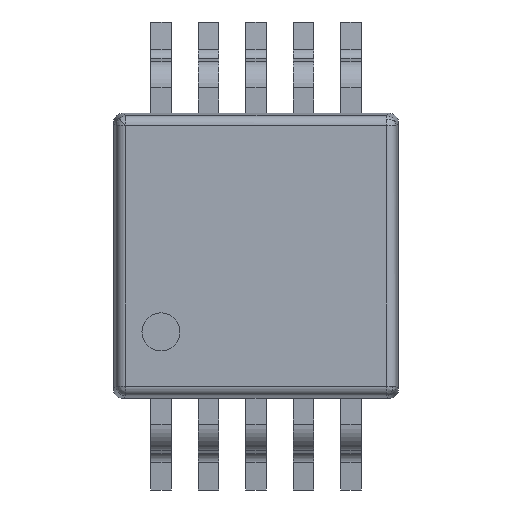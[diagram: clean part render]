
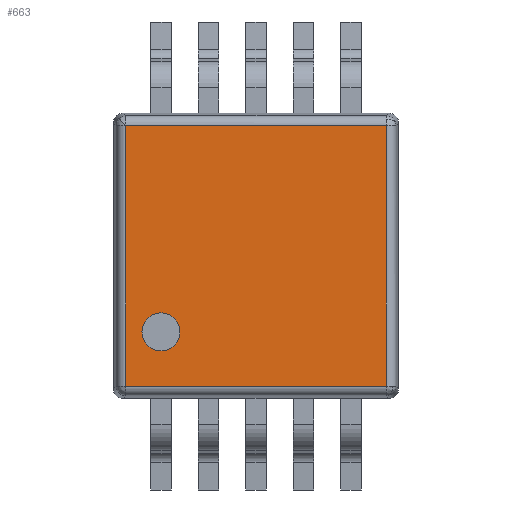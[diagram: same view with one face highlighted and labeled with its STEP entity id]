
A CAD part, top view. The second image highlights one B-rep face of the part: STEP entity #663.
In plain terms, the highlighted planar face has unit normal (0, 0, 1).
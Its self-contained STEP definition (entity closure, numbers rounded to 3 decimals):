
#89 = VERTEX_POINT ( 'NONE', #3753 ) ;
#313 = EDGE_LOOP ( 'NONE', ( #7563, #8671 ) ) ;
#369 = DIRECTION ( 'NONE',  ( 0., 0., 1. ) ) ;
#589 = AXIS2_PLACEMENT_3D ( 'NONE', #4552, #8210, #9055 ) ;
#663 = ADVANCED_FACE ( 'NONE', ( #4929, #8044 ), #6274, .T. ) ;
#682 = VERTEX_POINT ( 'NONE', #1094 ) ;
#838 = EDGE_CURVE ( 'NONE', #6241, #89, #7923, .T. ) ;
#1016 = EDGE_CURVE ( 'NONE', #1290, #2669, #6987, .T. ) ;
#1094 = CARTESIAN_POINT ( 'NONE',  ( -1.372, 1.372, 1.1 ) ) ;
#1250 = CARTESIAN_POINT ( 'NONE',  ( 1.372, 1.372, 1.1 ) ) ;
#1290 = VERTEX_POINT ( 'NONE', #8970 ) ;
#1456 = VECTOR ( 'NONE', #9602, 1000. ) ;
#1866 = CARTESIAN_POINT ( 'NONE',  ( -0.8, -0.8, 1.1 ) ) ;
#1876 = LINE ( 'NONE', #5118, #4945 ) ;
#2064 = CARTESIAN_POINT ( 'NONE',  ( -1.372, -1.372, 1.1 ) ) ;
#2259 = AXIS2_PLACEMENT_3D ( 'NONE', #4270, #9461, #5016 ) ;
#2342 = EDGE_CURVE ( 'NONE', #89, #2804, #5443, .T. ) ;
#2481 = ORIENTED_EDGE ( 'NONE', *, *, #5645, .F. ) ;
#2600 = AXIS2_PLACEMENT_3D ( 'NONE', #4845, #369, #2674 ) ;
#2669 = VERTEX_POINT ( 'NONE', #1866 ) ;
#2674 = DIRECTION ( 'NONE',  ( 0., -1., 0. ) ) ;
#2804 = VERTEX_POINT ( 'NONE', #2064 ) ;
#2968 = ORIENTED_EDGE ( 'NONE', *, *, #838, .F. ) ;
#3753 = CARTESIAN_POINT ( 'NONE',  ( 1.372, -1.372, 1.1 ) ) ;
#4270 = CARTESIAN_POINT ( 'NONE',  ( -1., -0.8, 1.1 ) ) ;
#4552 = CARTESIAN_POINT ( 'NONE',  ( -1., -0.8, 1.1 ) ) ;
#4845 = CARTESIAN_POINT ( 'NONE',  ( 0., 0., 1.1 ) ) ;
#4877 = ORIENTED_EDGE ( 'NONE', *, *, #2342, .F. ) ;
#4929 = FACE_OUTER_BOUND ( 'NONE', #5430, .T. ) ;
#4945 = VECTOR ( 'NONE', #5178, 1000. ) ;
#5016 = DIRECTION ( 'NONE',  ( 1., 0., 0. ) ) ;
#5062 = LINE ( 'NONE', #7746, #8996 ) ;
#5118 = CARTESIAN_POINT ( 'NONE',  ( -1.372, 1.472, 1.1 ) ) ;
#5178 = DIRECTION ( 'NONE',  ( 0., 1., 0. ) ) ;
#5430 = EDGE_LOOP ( 'NONE', ( #7653, #4877, #2968, #2481 ) ) ;
#5443 = LINE ( 'NONE', #8168, #1456 ) ;
#5645 = EDGE_CURVE ( 'NONE', #682, #6241, #5062, .T. ) ;
#6241 = VERTEX_POINT ( 'NONE', #1250 ) ;
#6274 = PLANE ( 'NONE',  #2600 ) ;
#6374 = CARTESIAN_POINT ( 'NONE',  ( 1.372, -1.372, 1.1 ) ) ;
#6408 = DIRECTION ( 'NONE',  ( 0., -1., 0. ) ) ;
#6987 = CIRCLE ( 'NONE', #589, 0.2 ) ;
#7123 = CIRCLE ( 'NONE', #2259, 0.2 ) ;
#7138 = DIRECTION ( 'NONE',  ( 1., 0., 0. ) ) ;
#7563 = ORIENTED_EDGE ( 'NONE', *, *, #9450, .T. ) ;
#7653 = ORIENTED_EDGE ( 'NONE', *, *, #8381, .F. ) ;
#7746 = CARTESIAN_POINT ( 'NONE',  ( 1.372, 1.372, 1.1 ) ) ;
#7923 = LINE ( 'NONE', #6374, #8962 ) ;
#8044 = FACE_BOUND ( 'NONE', #313, .T. ) ;
#8168 = CARTESIAN_POINT ( 'NONE',  ( -1.472, -1.372, 1.1 ) ) ;
#8210 = DIRECTION ( 'NONE',  ( 0., 0., -1. ) ) ;
#8381 = EDGE_CURVE ( 'NONE', #2804, #682, #1876, .T. ) ;
#8671 = ORIENTED_EDGE ( 'NONE', *, *, #1016, .T. ) ;
#8962 = VECTOR ( 'NONE', #6408, 1000. ) ;
#8970 = CARTESIAN_POINT ( 'NONE',  ( -1.2, -0.8, 1.1 ) ) ;
#8996 = VECTOR ( 'NONE', #7138, 1000. ) ;
#9055 = DIRECTION ( 'NONE',  ( 1., 0., 0. ) ) ;
#9450 = EDGE_CURVE ( 'NONE', #2669, #1290, #7123, .T. ) ;
#9461 = DIRECTION ( 'NONE',  ( 0., 0., -1. ) ) ;
#9602 = DIRECTION ( 'NONE',  ( -1., 0., 0. ) ) ;
